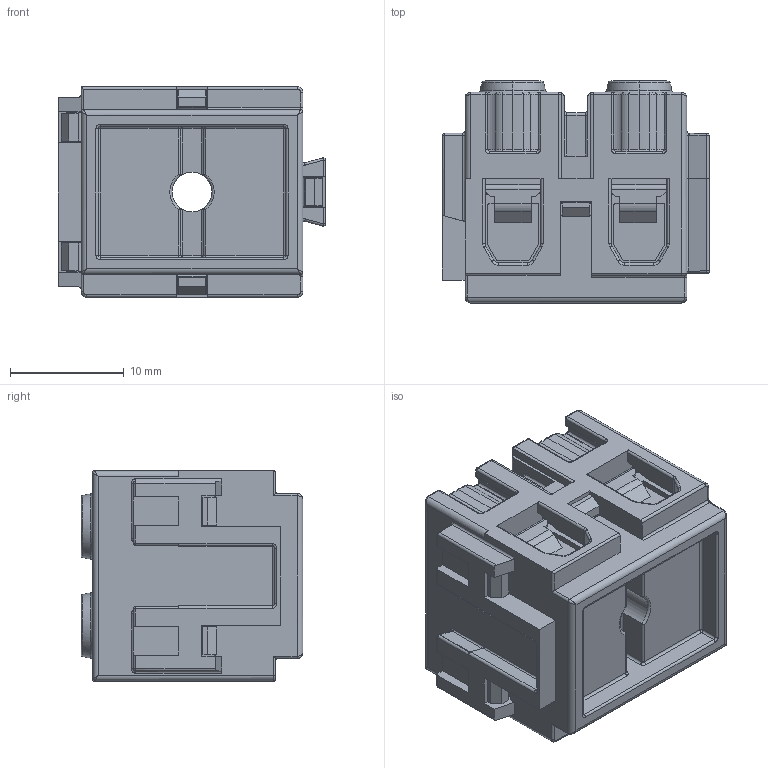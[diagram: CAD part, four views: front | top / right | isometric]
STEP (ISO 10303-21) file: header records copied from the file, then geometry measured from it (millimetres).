
FILE_DESCRIPTION (( 'STEP AP203' ), '1' );
FILE_NAME ('No 2 Modül Klemens Onka - 5101.STEP', '2020-08-25T11:37:48', ( '' ), ( '' ), 'SwSTEP 2.0', 'SolidWorks 2011', '' );
FILE_SCHEMA (( 'CONFIG_CONTROL_DESIGN' ));
Length unit declared in the file: millimetre
Products named in the file (1): No 2 Modül Klemens Onka - 5101
Bounding box: 23.5 x 19.5 x 18.5 mm (x, y, z)
Volume: 5410.2 mm3; surface area: 4034.6 mm2
Topology: 1 solids, 1 shells, 1042 faces, 2700 edges, 1594 vertices
Faces by surface type: plane 401, cylinder 377, torus 164, bspline 52, sphere 40, cone 8
Entity records: 32134 total; most frequent: CARTESIAN_POINT 6980, DIRECTION 5392, ORIENTED_EDGE 5276, EDGE_CURVE 2638, AXIS2_PLACEMENT_3D 1947, VERTEX_POINT 1594, VECTOR 1498, LINE 1498
